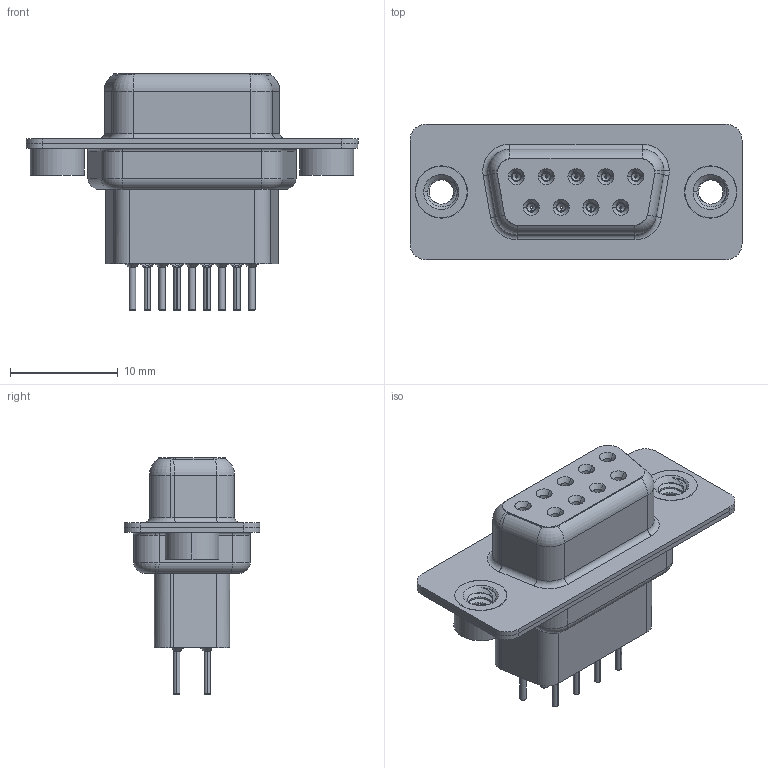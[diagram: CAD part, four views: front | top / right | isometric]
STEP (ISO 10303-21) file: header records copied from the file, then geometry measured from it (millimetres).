
FILE_DESCRIPTION (( 'STEP AP203' ), '1' );
FILE_NAME ('628-009-221-052.STEP', '2020-07-13T18:27:55', ( '' ), ( '' ), 'SwSTEP 2.0', 'SolidWorks 2020', '' );
FILE_SCHEMA (( 'CONFIG_CONTROL_DESIGN' ));
Length unit declared in the file: millimetre
Products named in the file (7): 628 Shell Front_09 Contacts; 628 Contact Row 1_21H; 628 Housing_09 HP; 628 Shell Rear_09 Contacts; 628-009-221-052; 628 Contact Row 2_21H; 628 4-40 Threaded Rivet
Assembly tree (14 placements, depth 2):
  628-009-221-052
    628 Housing_09 HP
    628 Shell Front_09 Contacts
    628 Shell Rear_09 Contacts
    628 Contact Row 1_21H  x5
    628 Contact Row 2_21H  x4
    628 4-40 Threaded Rivet  x2
Bounding box: 30.8 x 12.6 x 21.9 mm (x, y, z)
Volume: 2227.4 mm3; surface area: 5324.3 mm2
Topology: 14 solids, 14 shells, 1382 faces, 3519 edges, 2194 vertices
Faces by surface type: cylinder 432, plane 346, torus 273, bspline 186, cone 145
Entity records: 21489 total; most frequent: CARTESIAN_POINT 6923, DIRECTION 2914, ORIENTED_EDGE 2850, EDGE_CURVE 1425, AXIS2_PLACEMENT_3D 1203, VERTEX_POINT 892, EDGE_LOOP 649, CIRCLE 648
